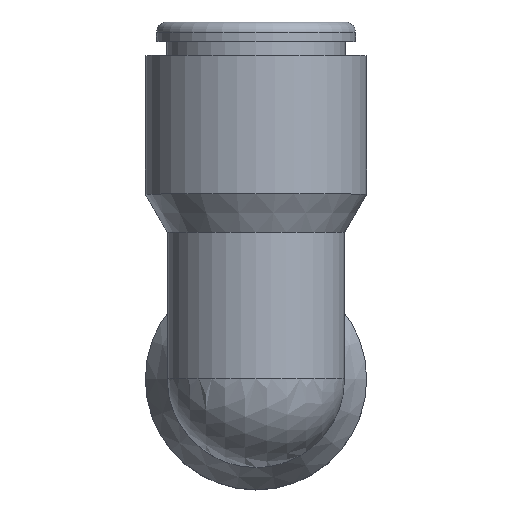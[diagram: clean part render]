
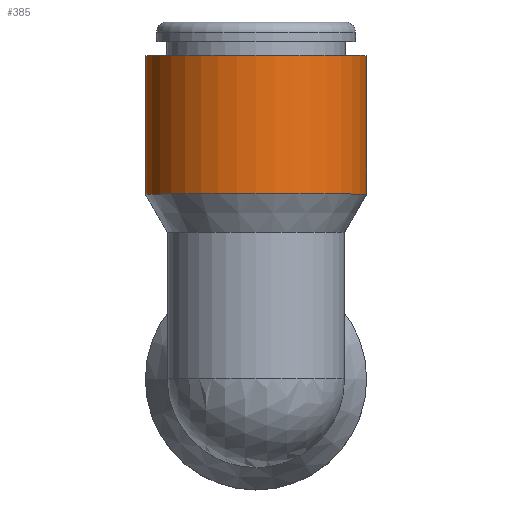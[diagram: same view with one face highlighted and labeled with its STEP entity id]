
A CAD part, top view. The second image highlights one B-rep face of the part: STEP entity #385.
In plain terms, the highlighted cylindrical face has radius 8 mm (diameter 16 mm), a full revolution.
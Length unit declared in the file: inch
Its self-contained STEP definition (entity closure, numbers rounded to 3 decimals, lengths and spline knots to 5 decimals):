
#45=FACE_OUTER_BOUND('',#73,.T.);
#73=EDGE_LOOP('',(#283,#284,#285,#286,#287));
#109=LINE('',#674,#125);
#125=VECTOR('',#529,0.31496);
#145=CIRCLE('',#437,0.31496);
#146=CIRCLE('',#438,0.31496);
#147=CIRCLE('',#440,0.31496);
#183=VERTEX_POINT('',#667);
#184=VERTEX_POINT('',#668);
#185=VERTEX_POINT('',#673);
#220=EDGE_CURVE('',#183,#184,#145,.T.);
#222=EDGE_CURVE('',#184,#183,#146,.T.);
#223=EDGE_CURVE('',#183,#185,#109,.T.);
#224=EDGE_CURVE('',#185,#185,#147,.T.);
#283=ORIENTED_EDGE('',*,*,#220,.F.);
#284=ORIENTED_EDGE('',*,*,#223,.T.);
#285=ORIENTED_EDGE('',*,*,#224,.T.);
#286=ORIENTED_EDGE('',*,*,#223,.F.);
#287=ORIENTED_EDGE('',*,*,#222,.F.);
#372=CYLINDRICAL_SURFACE('',#439,0.31496);
#385=ADVANCED_FACE('',(#45),#372,.T.);
#437=AXIS2_PLACEMENT_3D('',#669,#522,#523);
#438=AXIS2_PLACEMENT_3D('',#671,#525,#526);
#439=AXIS2_PLACEMENT_3D('',#672,#527,#528);
#440=AXIS2_PLACEMENT_3D('',#675,#530,#531);
#522=DIRECTION('center_axis',(0.,-1.,0.));
#523=DIRECTION('ref_axis',(1.,0.,0.));
#525=DIRECTION('center_axis',(0.,-1.,0.));
#526=DIRECTION('ref_axis',(1.,0.,0.));
#527=DIRECTION('center_axis',(0.,-1.,0.));
#528=DIRECTION('ref_axis',(1.,0.,0.));
#529=DIRECTION('',(0.,1.,0.));
#530=DIRECTION('center_axis',(0.,-1.,0.));
#531=DIRECTION('ref_axis',(1.,0.,0.));
#667=CARTESIAN_POINT('',(-0.31496,0.52564,0.));
#668=CARTESIAN_POINT('',(0.31496,0.52564,0.));
#669=CARTESIAN_POINT('Origin',(0.,0.52564,0.));
#671=CARTESIAN_POINT('Origin',(0.,0.52564,0.));
#672=CARTESIAN_POINT('Origin',(0.,0.,0.));
#673=CARTESIAN_POINT('',(-0.31496,0.92004,0.));
#674=CARTESIAN_POINT('',(-0.31496,0.,0.));
#675=CARTESIAN_POINT('Origin',(0.,0.92004,0.));
